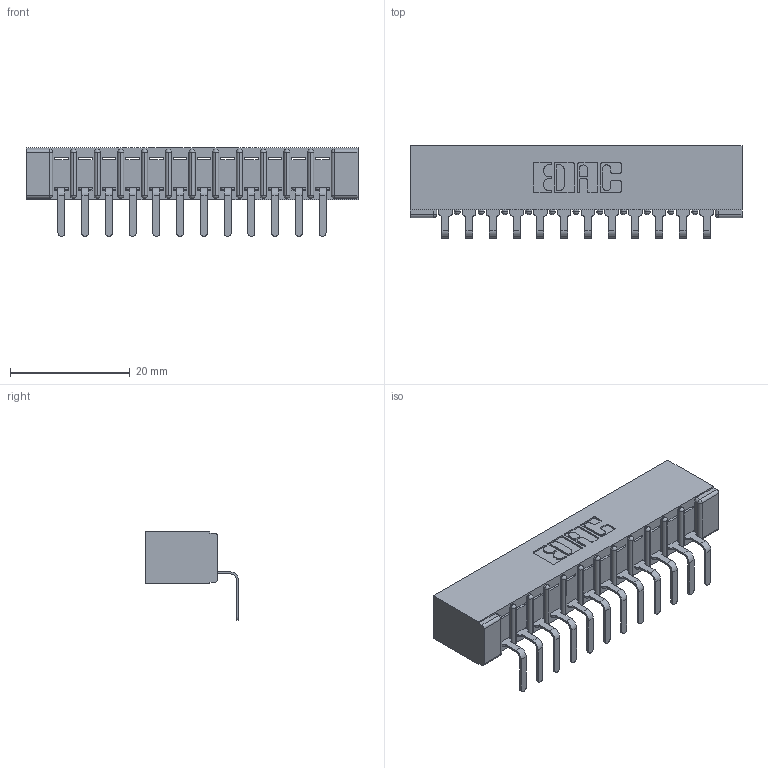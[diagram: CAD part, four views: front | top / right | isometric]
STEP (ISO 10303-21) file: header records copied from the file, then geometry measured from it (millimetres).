
FILE_DESCRIPTION (( 'STEP AP203' ), '1' );
FILE_NAME ('307-012-559-101.STEP', '2019-09-04T15:44:46', ( '' ), ( '' ), 'SwSTEP 2.0', 'SolidWorks 2016', '' );
FILE_SCHEMA (( 'CONFIG_CONTROL_DESIGN' ));
Length unit declared in the file: inch
Products named in the file (3): 307 Part_No Mounting Lugs; 307-290-001_558 559 - 1 (Single); 307-012-559-101
Assembly tree (13 placements, depth 2):
  307-012-559-101
    307 Part_No Mounting Lugs
    307-290-001_558 559 - 1 (Single)  x12
Bounding box: 55.42 x 15.46 x 14.81 mm (x, y, z)
Volume: 3737.4 mm3; surface area: 5813.1 mm2
Topology: 13 solids, 13 shells, 843 faces, 2387 edges, 1538 vertices
Faces by surface type: plane 534, cylinder 283, sphere 26
Entity records: 13812 total; most frequent: CARTESIAN_POINT 2316, ORIENTED_EDGE 2302, DIRECTION 2269, EDGE_CURVE 1151, VECTOR 871, LINE 871, VERTEX_POINT 746, AXIS2_PLACEMENT_3D 699
